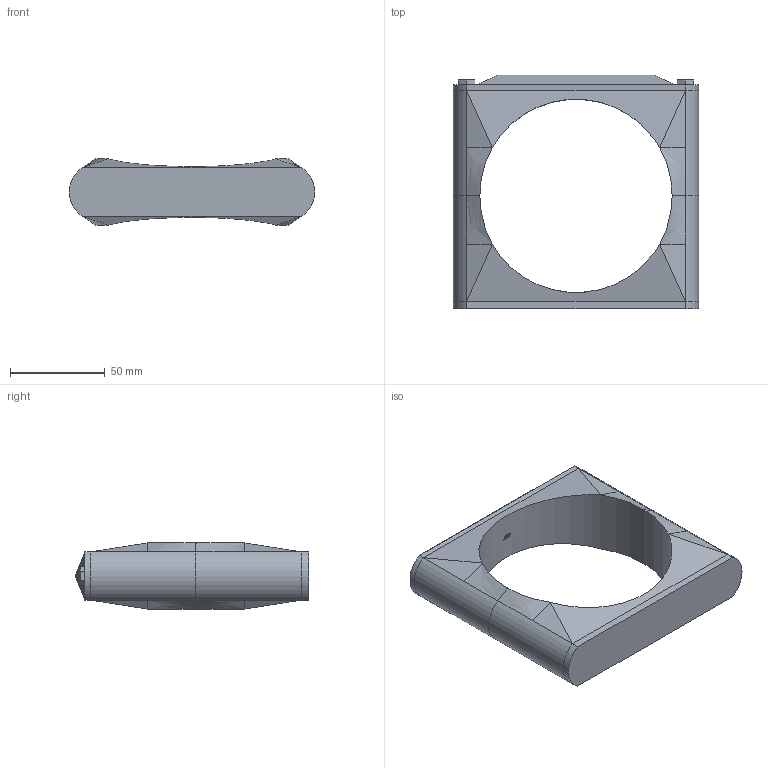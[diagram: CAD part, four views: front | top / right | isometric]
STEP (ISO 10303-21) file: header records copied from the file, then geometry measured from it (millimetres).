
FILE_DESCRIPTION (( 'STEP AP214' ), '1' );
FILE_NAME ('CSDW4.0TXXXSA.STEP', '2019-02-15T16:17:29', ( '' ), ( '' ), 'SwSTEP 2.0', 'SolidWorks 2013', '' );
FILE_SCHEMA (( 'AUTOMOTIVE_DESIGN' ));
Length unit declared in the file: millimetre
Products named in the file (1): CSDW4.0TXXXSA
Bounding box: 129.54 x 123.24 x 34.92 mm (x, y, z)
Surface area: 38544.4 mm2 (no closed solid volume)
Topology: 0 solids, 5 shells, 98 faces, 327 edges, 228 vertices
Faces by surface type: plane 57, bspline 22, cylinder 19
Entity records: 7088 total; most frequent: CARTESIAN_POINT 3449, ORIENTED_EDGE 515, DIRECTION 424, EDGE_CURVE 327, VERTEX_POINT 228, VECTOR 158, LINE 158, AXIS2_PLACEMENT_3D 133
